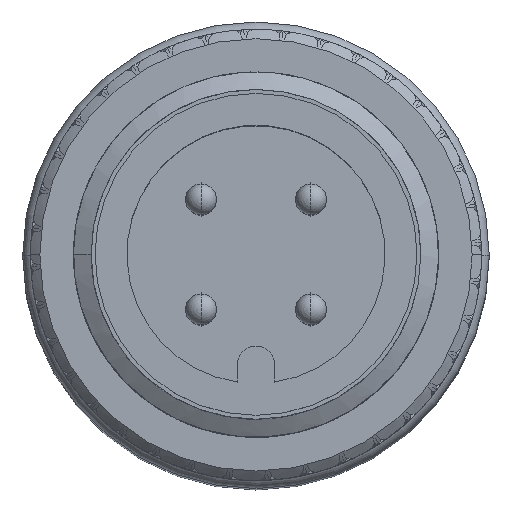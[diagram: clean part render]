
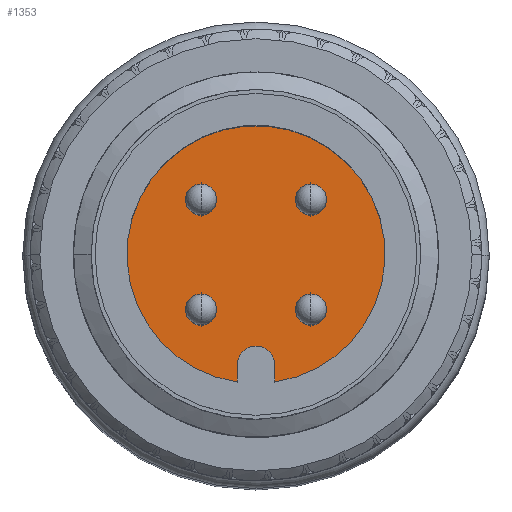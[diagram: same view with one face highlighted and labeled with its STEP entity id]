
A CAD part, top view. The second image highlights one B-rep face of the part: STEP entity #1353.
In plain terms, the highlighted planar face has unit normal (0, 0, 1).
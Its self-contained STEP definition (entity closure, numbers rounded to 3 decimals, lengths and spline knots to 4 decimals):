
#386=CARTESIAN_POINT('',(0.,-3.55,-8.9));
#387=DIRECTION('',(0.,0.,1.));
#388=DIRECTION('',(1.,0.,0.));
#389=AXIS2_PLACEMENT_3D('',#386,#387,#388);
#391=DIRECTION('',(0.,-1.,0.));
#392=VECTOR('',#391,0.5564);
#393=CARTESIAN_POINT('',(-0.6,-3.55,-8.9));
#394=LINE('',#393,#392);
#395=DIRECTION('',(0.,1.,0.));
#396=VECTOR('',#395,0.5564);
#397=CARTESIAN_POINT('',(0.6,-4.1064,-8.9));
#398=LINE('',#397,#396);
#399=CARTESIAN_POINT('',(1.7678,1.7678,-8.9));
#400=DIRECTION('',(0.,0.,1.));
#401=DIRECTION('',(1.,0.,0.));
#402=AXIS2_PLACEMENT_3D('',#399,#400,#401);
#404=CARTESIAN_POINT('',(1.7678,1.7678,-8.9));
#405=DIRECTION('',(0.,0.,1.));
#406=DIRECTION('',(-1.,0.,0.));
#407=AXIS2_PLACEMENT_3D('',#404,#405,#406);
#409=CARTESIAN_POINT('',(1.7678,-1.7678,-8.9));
#410=DIRECTION('',(0.,0.,1.));
#411=DIRECTION('',(1.,0.,0.));
#412=AXIS2_PLACEMENT_3D('',#409,#410,#411);
#414=CARTESIAN_POINT('',(1.7678,-1.7678,-8.9));
#415=DIRECTION('',(0.,0.,1.));
#416=DIRECTION('',(-1.,0.,0.));
#417=AXIS2_PLACEMENT_3D('',#414,#415,#416);
#419=CARTESIAN_POINT('',(-1.7678,-1.7678,-8.9));
#420=DIRECTION('',(0.,0.,1.));
#421=DIRECTION('',(1.,0.,0.));
#422=AXIS2_PLACEMENT_3D('',#419,#420,#421);
#424=CARTESIAN_POINT('',(-1.7678,-1.7678,-8.9));
#425=DIRECTION('',(0.,0.,1.));
#426=DIRECTION('',(-1.,0.,0.));
#427=AXIS2_PLACEMENT_3D('',#424,#425,#426);
#429=CARTESIAN_POINT('',(-1.7678,1.7678,-8.9));
#430=DIRECTION('',(0.,0.,1.));
#431=DIRECTION('',(1.,0.,0.));
#432=AXIS2_PLACEMENT_3D('',#429,#430,#431);
#434=CARTESIAN_POINT('',(-1.7678,1.7678,-8.9));
#435=DIRECTION('',(0.,0.,1.));
#436=DIRECTION('',(-1.,0.,0.));
#437=AXIS2_PLACEMENT_3D('',#434,#435,#436);
#443=CARTESIAN_POINT('',(0.,0.,-8.9));
#444=DIRECTION('',(0.,0.,1.));
#445=DIRECTION('',(0.145,-0.989,0.));
#446=AXIS2_PLACEMENT_3D('',#443,#444,#445);
#595=CARTESIAN_POINT('',(0.6,-4.1064,-8.9));
#597=VERTEX_POINT('',#595);
#598=CARTESIAN_POINT('',(0.6,-3.55,-8.9));
#599=CARTESIAN_POINT('',(-0.6,-3.55,-8.9));
#600=VERTEX_POINT('',#598);
#601=VERTEX_POINT('',#599);
#602=CARTESIAN_POINT('',(-0.6,-4.1064,-8.9));
#603=VERTEX_POINT('',#602);
#606=CARTESIAN_POINT('',(2.1428,1.7678,-8.9));
#607=CARTESIAN_POINT('',(1.3928,1.7678,-8.9));
#608=VERTEX_POINT('',#606);
#609=VERTEX_POINT('',#607);
#610=CARTESIAN_POINT('',(2.1428,-1.7678,-8.9));
#611=CARTESIAN_POINT('',(1.3928,-1.7678,-8.9));
#612=VERTEX_POINT('',#610);
#613=VERTEX_POINT('',#611);
#614=CARTESIAN_POINT('',(-1.3928,-1.7678,-8.9));
#615=CARTESIAN_POINT('',(-2.1428,-1.7678,-8.9));
#616=VERTEX_POINT('',#614);
#617=VERTEX_POINT('',#615);
#618=CARTESIAN_POINT('',(-1.3928,1.7678,-8.9));
#619=CARTESIAN_POINT('',(-2.1428,1.7678,-8.9));
#620=VERTEX_POINT('',#618);
#621=VERTEX_POINT('',#619);
#1316=CARTESIAN_POINT('',(0.,0.,-8.9));
#1317=DIRECTION('',(0.,0.,-1.));
#1318=DIRECTION('',(0.,-1.,0.));
#1319=AXIS2_PLACEMENT_3D('',#1316,#1317,#1318);
#1320=PLANE('',#1319);
#1322=ORIENTED_EDGE('',*,*,#1321,.T.);
#1324=ORIENTED_EDGE('',*,*,#1323,.T.);
#1326=ORIENTED_EDGE('',*,*,#1325,.F.);
#1328=ORIENTED_EDGE('',*,*,#1327,.T.);
#1329=EDGE_LOOP('',(#1322,#1324,#1326,#1328));
#1330=FACE_OUTER_BOUND('',#1329,.F.);
#1331=ORIENTED_EDGE('',*,*,#1296,.T.);
#1332=ORIENTED_EDGE('',*,*,#1310,.T.);
#1333=EDGE_LOOP('',(#1331,#1332));
#1334=FACE_BOUND('',#1333,.F.);
#1336=ORIENTED_EDGE('',*,*,#1335,.T.);
#1338=ORIENTED_EDGE('',*,*,#1337,.T.);
#1339=EDGE_LOOP('',(#1336,#1338));
#1340=FACE_BOUND('',#1339,.F.);
#1342=ORIENTED_EDGE('',*,*,#1341,.T.);
#1344=ORIENTED_EDGE('',*,*,#1343,.T.);
#1345=EDGE_LOOP('',(#1342,#1344));
#1346=FACE_BOUND('',#1345,.F.);
#1348=ORIENTED_EDGE('',*,*,#1347,.T.);
#1350=ORIENTED_EDGE('',*,*,#1349,.T.);
#1351=EDGE_LOOP('',(#1348,#1350));
#1352=FACE_BOUND('',#1351,.F.);
#1353=ADVANCED_FACE('',(#1330,#1334,#1340,#1346,#1352),#1320,.F.);
#390=CIRCLE('',#389,0.6);
#403=CIRCLE('',#402,0.375);
#408=CIRCLE('',#407,0.375);
#413=CIRCLE('',#412,0.375);
#418=CIRCLE('',#417,0.375);
#423=CIRCLE('',#422,0.375);
#428=CIRCLE('',#427,0.375);
#433=CIRCLE('',#432,0.375);
#438=CIRCLE('',#437,0.375);
#447=CIRCLE('',#446,4.15);
#1296=EDGE_CURVE('',#608,#609,#403,.T.);
#1310=EDGE_CURVE('',#609,#608,#408,.T.);
#1321=EDGE_CURVE('',#600,#601,#390,.T.);
#1323=EDGE_CURVE('',#601,#603,#394,.T.);
#1325=EDGE_CURVE('',#597,#603,#447,.T.);
#1327=EDGE_CURVE('',#597,#600,#398,.T.);
#1335=EDGE_CURVE('',#612,#613,#413,.T.);
#1337=EDGE_CURVE('',#613,#612,#418,.T.);
#1341=EDGE_CURVE('',#616,#617,#423,.T.);
#1343=EDGE_CURVE('',#617,#616,#428,.T.);
#1347=EDGE_CURVE('',#620,#621,#433,.T.);
#1349=EDGE_CURVE('',#621,#620,#438,.T.);
